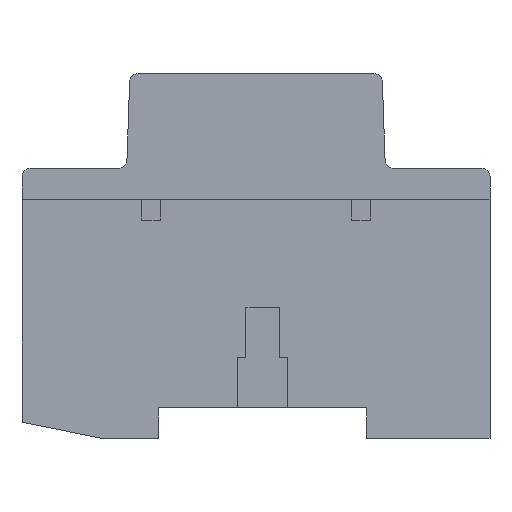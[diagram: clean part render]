
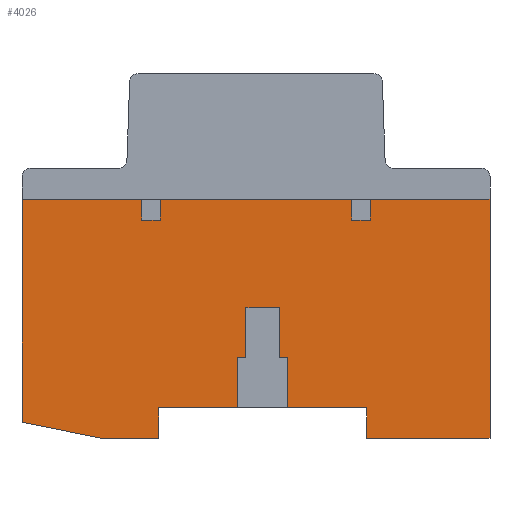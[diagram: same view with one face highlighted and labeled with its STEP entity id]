
A CAD part, left-side view. The second image highlights one B-rep face of the part: STEP entity #4026.
In plain terms, the highlighted planar face has unit normal (-1, 0, 0).
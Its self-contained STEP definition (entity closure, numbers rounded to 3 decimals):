
#3481=CARTESIAN_POINT('',(0.0,3.,18.));
#3482=VERTEX_POINT('',#3481);
#3489=CARTESIAN_POINT('',(0.0,3.,9.));
#3490=VERTEX_POINT('',#3489);
#3491=CARTESIAN_POINT('',(0.,3.,9.));
#3492=DIRECTION('',(0.0,0.0,1.0));
#3493=VECTOR('',#3492,9.);
#3494=LINE('',#3491,#3493);
#3495=EDGE_CURVE('',#3490,#3482,#3494,.T.);
#3521=CARTESIAN_POINT('',(0.0,-3.,9.));
#3522=VERTEX_POINT('',#3521);
#3529=CARTESIAN_POINT('',(0.0,-3.,18.));
#3530=VERTEX_POINT('',#3529);
#3531=CARTESIAN_POINT('',(0.,-3.,18.));
#3532=DIRECTION('',(0.0,0.0,-1.0));
#3533=VECTOR('',#3532,9.);
#3534=LINE('',#3531,#3533);
#3535=EDGE_CURVE('',#3530,#3522,#3534,.T.);
#3558=CARTESIAN_POINT('',(0.,3.,18.));
#3559=DIRECTION('',(0.0,-1.0,0.0));
#3560=VECTOR('',#3559,6.);
#3561=LINE('',#3558,#3560);
#3562=EDGE_CURVE('',#3482,#3530,#3561,.T.);
#3574=CARTESIAN_POINT('',(0.0,4.5,9.));
#3575=VERTEX_POINT('',#3574);
#3576=CARTESIAN_POINT('',(0.,4.5,9.));
#3577=DIRECTION('',(0.0,-1.0,0.0));
#3578=VECTOR('',#3577,1.5);
#3579=LINE('',#3576,#3578);
#3580=EDGE_CURVE('',#3575,#3490,#3579,.T.);
#3613=CARTESIAN_POINT('',(0.0,-4.5,9.));
#3614=VERTEX_POINT('',#3613);
#3621=CARTESIAN_POINT('',(0.,-3.,9.));
#3622=DIRECTION('',(0.0,-1.0,0.0));
#3623=VECTOR('',#3622,1.5);
#3624=LINE('',#3621,#3623);
#3625=EDGE_CURVE('',#3522,#3614,#3624,.T.);
#3643=CARTESIAN_POINT('',(0.0,-4.5,0.0));
#3644=VERTEX_POINT('',#3643);
#3651=CARTESIAN_POINT('',(0.,-4.5,9.));
#3652=DIRECTION('',(0.0,0.0,-1.0));
#3653=VECTOR('',#3652,9.);
#3654=LINE('',#3651,#3653);
#3655=EDGE_CURVE('',#3614,#3644,#3654,.T.);
#3675=CARTESIAN_POINT('',(0.0,4.5,0.0));
#3676=VERTEX_POINT('',#3675);
#3677=CARTESIAN_POINT('',(0.,4.5,0.0));
#3678=DIRECTION('',(0.0,0.0,1.0));
#3679=VECTOR('',#3678,9.);
#3680=LINE('',#3677,#3679);
#3681=EDGE_CURVE('',#3676,#3575,#3680,.T.);
#3870=CARTESIAN_POINT('',(0.0,0.723,16.229));
#3871=DIRECTION('',(-1.0,0.0,0.0));
#3872=DIRECTION('',(0.0,0.0,1.0));
#3873=AXIS2_PLACEMENT_3D('',#3870,#3871,#3872);
#3874=PLANE('',#3873);
#3875=ORIENTED_EDGE('',*,*,#3681,.T.);
#3876=ORIENTED_EDGE('',*,*,#3580,.T.);
#3877=ORIENTED_EDGE('',*,*,#3495,.T.);
#3878=ORIENTED_EDGE('',*,*,#3562,.T.);
#3879=ORIENTED_EDGE('',*,*,#3535,.T.);
#3880=ORIENTED_EDGE('',*,*,#3625,.T.);
#3881=ORIENTED_EDGE('',*,*,#3655,.T.);
#3882=CARTESIAN_POINT('',(0.0,-18.7,0.0));
#3883=VERTEX_POINT('',#3882);
#3884=CARTESIAN_POINT('',(0.0,-18.7,0.0));
#3885=DIRECTION('',(0.0,1.0,0.0));
#3886=VECTOR('',#3885,14.2);
#3887=LINE('',#3884,#3886);
#3888=EDGE_CURVE('',#3883,#3644,#3887,.T.);
#3889=ORIENTED_EDGE('',*,*,#3888,.F.);
#3890=CARTESIAN_POINT('',(0.0,-18.7,-5.5));
#3891=VERTEX_POINT('',#3890);
#3892=CARTESIAN_POINT('',(0.,-18.7,-5.5));
#3893=DIRECTION('',(0.0,0.0,1.0));
#3894=VECTOR('',#3893,5.5);
#3895=LINE('',#3892,#3894);
#3896=EDGE_CURVE('',#3891,#3883,#3895,.T.);
#3897=ORIENTED_EDGE('',*,*,#3896,.F.);
#3898=CARTESIAN_POINT('',(0.0,-40.8,-5.5));
#3899=VERTEX_POINT('',#3898);
#3900=CARTESIAN_POINT('',(0.0,-40.8,-5.5));
#3901=DIRECTION('',(0.0,1.0,0.0));
#3902=VECTOR('',#3901,22.1);
#3903=LINE('',#3900,#3902);
#3904=EDGE_CURVE('',#3899,#3891,#3903,.T.);
#3905=ORIENTED_EDGE('',*,*,#3904,.F.);
#3906=CARTESIAN_POINT('',(0.0,-40.8,37.4));
#3907=VERTEX_POINT('',#3906);
#3908=CARTESIAN_POINT('',(0.,-40.8,37.4));
#3909=DIRECTION('',(0.0,0.0,-1.0));
#3910=VECTOR('',#3909,42.9);
#3911=LINE('',#3908,#3910);
#3912=EDGE_CURVE('',#3907,#3899,#3911,.T.);
#3913=ORIENTED_EDGE('',*,*,#3912,.F.);
#3914=CARTESIAN_POINT('',(0.0,-19.3,37.4));
#3915=VERTEX_POINT('',#3914);
#3916=CARTESIAN_POINT('',(0.,-19.3,37.4));
#3917=DIRECTION('',(0.0,-1.0,0.0));
#3918=VECTOR('',#3917,21.5);
#3919=LINE('',#3916,#3918);
#3920=EDGE_CURVE('',#3915,#3907,#3919,.T.);
#3921=ORIENTED_EDGE('',*,*,#3920,.F.);
#3922=CARTESIAN_POINT('',(0.0,-19.3,33.7));
#3923=VERTEX_POINT('',#3922);
#3924=CARTESIAN_POINT('',(0.,-19.3,37.4));
#3925=DIRECTION('',(0.0,0.0,-1.0));
#3926=VECTOR('',#3925,3.7);
#3927=LINE('',#3924,#3926);
#3928=EDGE_CURVE('',#3915,#3923,#3927,.T.);
#3929=ORIENTED_EDGE('',*,*,#3928,.T.);
#3930=CARTESIAN_POINT('',(0.0,-16.,33.7));
#3931=VERTEX_POINT('',#3930);
#3932=CARTESIAN_POINT('',(0.0,-19.3,33.7));
#3933=DIRECTION('',(0.0,1.0,0.0));
#3934=VECTOR('',#3933,3.3);
#3935=LINE('',#3932,#3934);
#3936=EDGE_CURVE('',#3923,#3931,#3935,.T.);
#3937=ORIENTED_EDGE('',*,*,#3936,.T.);
#3938=CARTESIAN_POINT('',(0.0,-16.,37.4));
#3939=VERTEX_POINT('',#3938);
#3940=CARTESIAN_POINT('',(0.,-16.,33.7));
#3941=DIRECTION('',(0.0,0.0,1.0));
#3942=VECTOR('',#3941,3.7);
#3943=LINE('',#3940,#3942);
#3944=EDGE_CURVE('',#3931,#3939,#3943,.T.);
#3945=ORIENTED_EDGE('',*,*,#3944,.T.);
#3946=CARTESIAN_POINT('',(0.0,18.4,37.4));
#3947=VERTEX_POINT('',#3946);
#3948=CARTESIAN_POINT('',(0.,18.4,37.4));
#3949=DIRECTION('',(0.0,-1.0,0.0));
#3950=VECTOR('',#3949,34.4);
#3951=LINE('',#3948,#3950);
#3952=EDGE_CURVE('',#3947,#3939,#3951,.T.);
#3953=ORIENTED_EDGE('',*,*,#3952,.F.);
#3954=CARTESIAN_POINT('',(0.0,18.4,33.7));
#3955=VERTEX_POINT('',#3954);
#3956=CARTESIAN_POINT('',(0.,18.4,37.4));
#3957=DIRECTION('',(0.0,0.0,-1.0));
#3958=VECTOR('',#3957,3.7);
#3959=LINE('',#3956,#3958);
#3960=EDGE_CURVE('',#3947,#3955,#3959,.T.);
#3961=ORIENTED_EDGE('',*,*,#3960,.T.);
#3962=CARTESIAN_POINT('',(0.0,21.7,33.7));
#3963=VERTEX_POINT('',#3962);
#3964=CARTESIAN_POINT('',(0.,18.4,33.7));
#3965=DIRECTION('',(0.0,1.0,0.0));
#3966=VECTOR('',#3965,3.3);
#3967=LINE('',#3964,#3966);
#3968=EDGE_CURVE('',#3955,#3963,#3967,.T.);
#3969=ORIENTED_EDGE('',*,*,#3968,.T.);
#3970=CARTESIAN_POINT('',(0.0,21.7,37.4));
#3971=VERTEX_POINT('',#3970);
#3972=CARTESIAN_POINT('',(0.,21.7,33.7));
#3973=DIRECTION('',(0.0,0.0,1.0));
#3974=VECTOR('',#3973,3.7);
#3975=LINE('',#3972,#3974);
#3976=EDGE_CURVE('',#3963,#3971,#3975,.T.);
#3977=ORIENTED_EDGE('',*,*,#3976,.T.);
#3978=CARTESIAN_POINT('',(0.0,43.2,37.4));
#3979=VERTEX_POINT('',#3978);
#3980=CARTESIAN_POINT('',(0.,43.2,37.4));
#3981=DIRECTION('',(0.0,-1.0,0.0));
#3982=VECTOR('',#3981,21.5);
#3983=LINE('',#3980,#3982);
#3984=EDGE_CURVE('',#3979,#3971,#3983,.T.);
#3985=ORIENTED_EDGE('',*,*,#3984,.F.);
#3986=CARTESIAN_POINT('',(0.0,43.2,-2.6));
#3987=VERTEX_POINT('',#3986);
#3988=CARTESIAN_POINT('',(0.,43.2,-2.6));
#3989=DIRECTION('',(0.0,0.0,1.0));
#3990=VECTOR('',#3989,40.);
#3991=LINE('',#3988,#3990);
#3992=EDGE_CURVE('',#3987,#3979,#3991,.T.);
#3993=ORIENTED_EDGE('',*,*,#3992,.F.);
#3994=CARTESIAN_POINT('',(0.0,28.8,-5.5));
#3995=VERTEX_POINT('',#3994);
#3996=CARTESIAN_POINT('',(0.,28.8,-5.5));
#3997=DIRECTION('',(0.,0.98,0.197));
#3998=VECTOR('',#3997,14.689);
#3999=LINE('',#3996,#3998);
#4000=EDGE_CURVE('',#3995,#3987,#3999,.T.);
#4001=ORIENTED_EDGE('',*,*,#4000,.F.);
#4002=CARTESIAN_POINT('',(0.0,18.7,-5.5));
#4003=VERTEX_POINT('',#4002);
#4004=CARTESIAN_POINT('',(0.0,18.7,-5.5));
#4005=DIRECTION('',(0.0,1.0,0.0));
#4006=VECTOR('',#4005,10.1);
#4007=LINE('',#4004,#4006);
#4008=EDGE_CURVE('',#4003,#3995,#4007,.T.);
#4009=ORIENTED_EDGE('',*,*,#4008,.F.);
#4010=CARTESIAN_POINT('',(0.0,18.7,0.0));
#4011=VERTEX_POINT('',#4010);
#4012=CARTESIAN_POINT('',(0.,18.7,0.0));
#4013=DIRECTION('',(0.0,0.0,-1.0));
#4014=VECTOR('',#4013,5.5);
#4015=LINE('',#4012,#4014);
#4016=EDGE_CURVE('',#4011,#4003,#4015,.T.);
#4017=ORIENTED_EDGE('',*,*,#4016,.F.);
#4018=CARTESIAN_POINT('',(0.0,4.5,0.0));
#4019=DIRECTION('',(0.0,1.0,0.0));
#4020=VECTOR('',#4019,14.2);
#4021=LINE('',#4018,#4020);
#4022=EDGE_CURVE('',#3676,#4011,#4021,.T.);
#4023=ORIENTED_EDGE('',*,*,#4022,.F.);
#4024=EDGE_LOOP('',(#3875,#3876,#3877,#3878,#3879,#3880,#3881,#3889,#3897,#3905,#3913,#3921,#3929,#3937,#3945,#3953,#3961,#3969,#3977,#3985,#3993,#4001,#4009,#4017,#4023));
#4025=FACE_OUTER_BOUND('',#4024,.T.);
#4026=ADVANCED_FACE('',(#4025),#3874,.T.);
